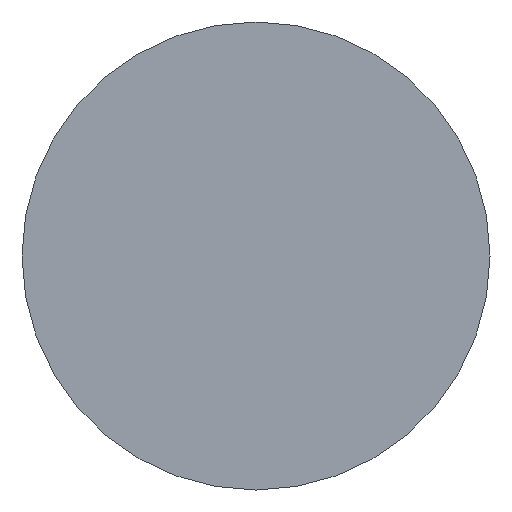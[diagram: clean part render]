
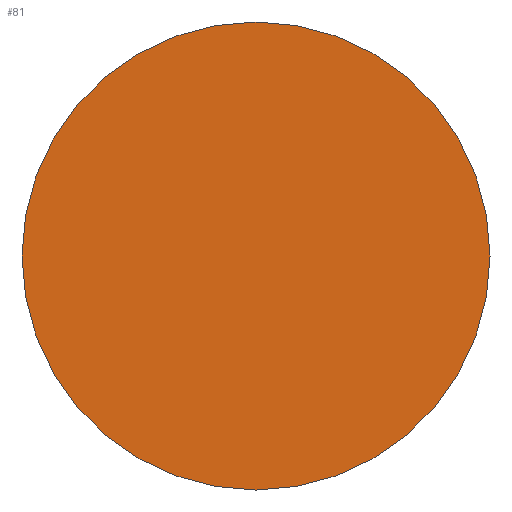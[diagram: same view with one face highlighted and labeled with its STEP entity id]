
A CAD part, front view. The second image highlights one B-rep face of the part: STEP entity #81.
In plain terms, the highlighted planar face has unit normal (0, -1, 0).
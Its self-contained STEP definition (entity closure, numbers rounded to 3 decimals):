
#81=ADVANCED_FACE('',(#195),#196,.T.);
#195=FACE_OUTER_BOUND('',#345,.T.);
#196=PLANE('',#346);
#345=EDGE_LOOP('',(#510,#511));
#346=AXIS2_PLACEMENT_3D('',#512,#513,#514);
#510=ORIENTED_EDGE('',*,*,#849,.T.);
#511=ORIENTED_EDGE('',*,*,#836,.T.);
#512=CARTESIAN_POINT('',(0.0,0.0,0.0));
#513=DIRECTION('',(0.0,-1.0,0.0));
#514=DIRECTION('',(-1.0,0.0,0.0));
#836=EDGE_CURVE('',#977,#974,#978,.T.);
#849=EDGE_CURVE('',#974,#977,#996,.T.);
#974=VERTEX_POINT('',#1164);
#977=VERTEX_POINT('',#1168);
#978=CIRCLE('',#1169,32.0);
#996=CIRCLE('',#1190,32.0);
#1164=CARTESIAN_POINT('',(32.0,0.0,0.0));
#1168=CARTESIAN_POINT('',(-32.0,0.0,0.));
#1169=AXIS2_PLACEMENT_3D('',#1639,#1640,#1641);
#1190=AXIS2_PLACEMENT_3D('',#1663,#1664,#1665);
#1639=CARTESIAN_POINT('',(0.0,0.0,0.0));
#1640=DIRECTION('',(0.0,-1.0,0.0));
#1641=DIRECTION('',(1.0,0.0,0.0));
#1663=CARTESIAN_POINT('',(0.0,0.0,0.0));
#1664=DIRECTION('',(0.0,-1.0,0.0));
#1665=DIRECTION('',(1.0,0.0,0.0));
